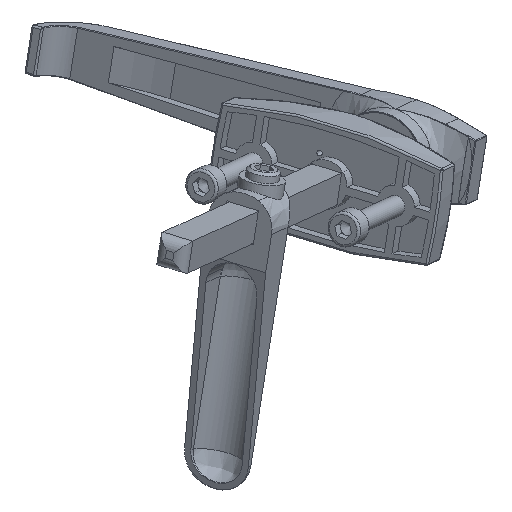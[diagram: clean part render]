
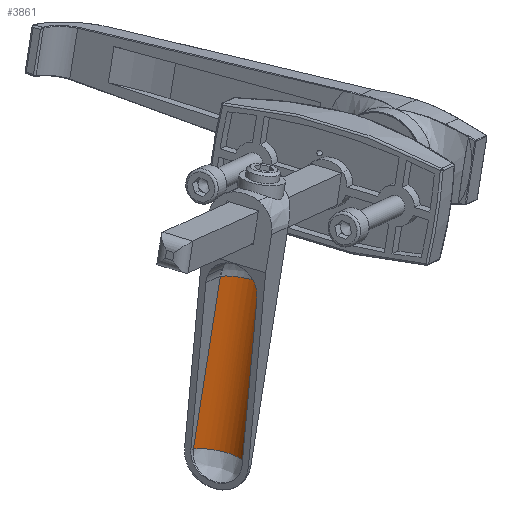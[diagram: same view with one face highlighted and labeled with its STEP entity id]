
A CAD part, front view. The second image highlights one B-rep face of the part: STEP entity #3861.
In plain terms, the highlighted cylindrical face has radius 7.82 mm (diameter 15.64 mm), a partial arc.
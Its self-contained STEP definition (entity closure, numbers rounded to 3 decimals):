
#394=FACE_OUTER_BOUND('',#637,.T.);
#637=EDGE_LOOP('',(#3366,#3367,#3368,#3369,#3370));
#858=CIRCLE('',#4274,7.82);
#859=CIRCLE('',#4276,7.82);
#860=CIRCLE('',#4277,7.82);
#1098=LINE('',#8918,#1389);
#1102=LINE('',#8927,#1393);
#1389=VECTOR('',#5217,1000.);
#1393=VECTOR('',#5223,1000.);
#1840=VERTEX_POINT('',#8906);
#1844=VERTEX_POINT('',#8915);
#1846=VERTEX_POINT('',#8921);
#1848=VERTEX_POINT('',#8925);
#1849=VERTEX_POINT('',#9257);
#2388=EDGE_CURVE('',#1844,#1840,#1098,.T.);
#2392=EDGE_CURVE('',#1846,#1848,#1102,.T.);
#2395=EDGE_CURVE('',#1844,#1848,#858,.T.);
#2396=EDGE_CURVE('',#1840,#1849,#859,.T.);
#2397=EDGE_CURVE('',#1849,#1846,#860,.T.);
#3366=ORIENTED_EDGE('',*,*,#2395,.F.);
#3367=ORIENTED_EDGE('',*,*,#2388,.T.);
#3368=ORIENTED_EDGE('',*,*,#2396,.T.);
#3369=ORIENTED_EDGE('',*,*,#2397,.T.);
#3370=ORIENTED_EDGE('',*,*,#2392,.T.);
#3675=CYLINDRICAL_SURFACE('',#4275,7.82);
#3861=ADVANCED_FACE('',(#394),#3675,.F.);
#4274=AXIS2_PLACEMENT_3D('',#9255,#5224,#5225);
#4275=AXIS2_PLACEMENT_3D('',#9256,#5226,#5227);
#4276=AXIS2_PLACEMENT_3D('',#9258,#5228,#5229);
#4277=AXIS2_PLACEMENT_3D('',#9259,#5230,#5231);
#5217=DIRECTION('',(0.146,-0.302,0.942));
#5223=DIRECTION('',(-0.146,0.302,-0.942));
#5224=DIRECTION('center_axis',(0.146,-0.302,0.942));
#5225=DIRECTION('ref_axis',(-0.879,0.397,0.264));
#5226=DIRECTION('center_axis',(0.146,-0.302,0.942));
#5227=DIRECTION('ref_axis',(-0.879,0.397,0.264));
#5228=DIRECTION('center_axis',(0.146,-0.302,0.942));
#5229=DIRECTION('ref_axis',(-0.879,0.397,0.264));
#5230=DIRECTION('center_axis',(0.146,-0.302,0.942));
#5231=DIRECTION('ref_axis',(-0.879,0.397,0.264));
#8906=CARTESIAN_POINT('',(347.612,23.857,-104.949));
#8915=CARTESIAN_POINT('',(341.313,36.861,-145.448));
#8918=CARTESIAN_POINT('',(347.612,23.857,-104.949));
#8921=CARTESIAN_POINT('',(335.615,29.272,-101.344));
#8925=CARTESIAN_POINT('',(329.316,42.277,-141.844));
#8927=CARTESIAN_POINT('',(335.615,29.272,-101.344));
#9255=CARTESIAN_POINT('Origin',(333.582,36.259,-144.439));
#9256=CARTESIAN_POINT('Origin',(339.88,23.254,-103.94));
#9257=CARTESIAN_POINT('',(335.855,29.43,-101.331));
#9258=CARTESIAN_POINT('Origin',(339.88,23.254,-103.94));
#9259=CARTESIAN_POINT('Origin',(339.88,23.254,-103.94));
